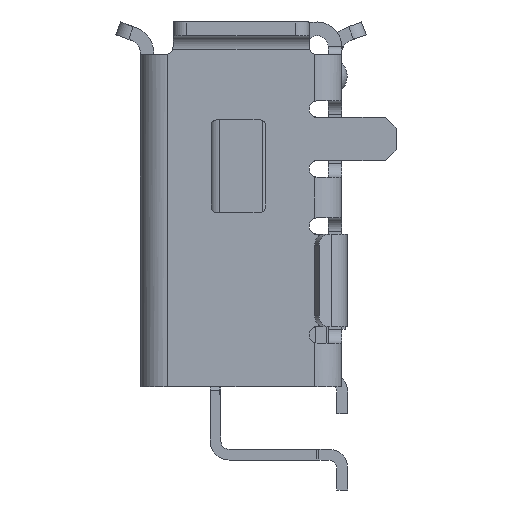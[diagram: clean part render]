
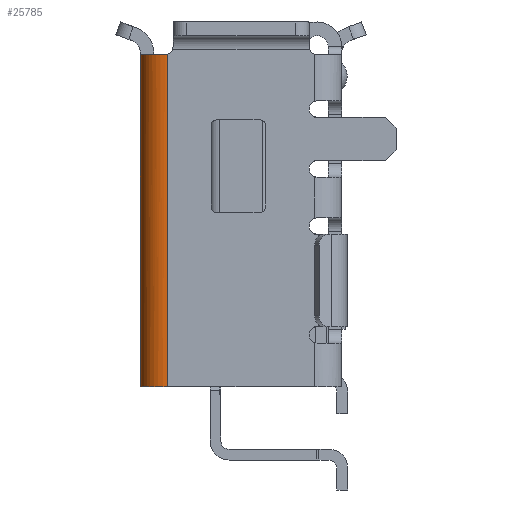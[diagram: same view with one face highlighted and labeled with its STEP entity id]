
A CAD part, left-side view. The second image highlights one B-rep face of the part: STEP entity #25785.
In plain terms, the highlighted cylindrical face has radius 0.5 mm (diameter 1 mm), a partial arc.
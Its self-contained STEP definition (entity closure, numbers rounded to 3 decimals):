
#910 = EDGE_CURVE ( 'NONE', #24346, #20120, #28632, .T. ) ;
#3844 = VERTEX_POINT ( 'NONE', #29002 ) ;
#5386 = CARTESIAN_POINT ( 'NONE',  ( -8.575, 1.35, -1.55 ) ) ;
#5387 = CARTESIAN_POINT ( 'NONE',  ( -8.075, 1.85, -1.55 ) ) ;
#5388 = DIRECTION ( 'NONE',  ( -1., 0., 0. ) ) ;
#5389 = DIRECTION ( 'NONE',  ( 0., 0., 1. ) ) ;
#5390 = CARTESIAN_POINT ( 'NONE',  ( -8.075, 1.35, -1.55 ) ) ;
#5391 = AXIS2_PLACEMENT_3D ( 'NONE', #5390, #5389, #5388 ) ;
#5392 = CIRCLE ( 'NONE', #5391, 0.5 ) ;
#12900 = CARTESIAN_POINT ( 'NONE',  ( -8.575, 1.35, 4.559 ) ) ;
#12907 = CARTESIAN_POINT ( 'NONE',  ( -8.572, 1.4, 4.55 ) ) ;
#12908 = CARTESIAN_POINT ( 'NONE',  ( -8.574, 1.383, 4.55 ) ) ;
#12909 = CARTESIAN_POINT ( 'NONE',  ( -8.575, 1.366, 4.553 ) ) ;
#12910 = CARTESIAN_POINT ( 'NONE',  ( -8.575, 1.35, 4.559 ) ) ;
#12911 = B_SPLINE_CURVE_WITH_KNOTS ( 'NONE', 3,
 ( #12910, #12909, #12908, #12907 ),
 .UNSPECIFIED., .F., .F.,
 ( 4, 4 ),
 ( 0., 0. ),
 .UNSPECIFIED. ) ;
#14988 = DIRECTION ( 'NONE',  ( 1., 0., 0. ) ) ;
#14989 = DIRECTION ( 'NONE',  ( 0., 0., 1. ) ) ;
#14990 = CARTESIAN_POINT ( 'NONE',  ( -8.075, 1.35, 4.55 ) ) ;
#14991 = AXIS2_PLACEMENT_3D ( 'NONE', #14990, #14989, #14988 ) ;
#14992 = CIRCLE ( 'NONE', #14991, 0.5 ) ;
#15003 = CARTESIAN_POINT ( 'NONE',  ( -8.075, 1.85, 4.55 ) ) ;
#15004 = DIRECTION ( 'NONE',  ( 0., 0., -1. ) ) ;
#15005 = VECTOR ( 'NONE', #15004, 1000. ) ;
#15006 = CARTESIAN_POINT ( 'NONE',  ( -8.075, 1.85, 5.15 ) ) ;
#15007 = LINE ( 'NONE', #15006, #15005 ) ;
#15084 = DIRECTION ( 'NONE',  ( -1., 0., 0. ) ) ;
#15085 = DIRECTION ( 'NONE',  ( 0., 0., -1. ) ) ;
#15086 = CARTESIAN_POINT ( 'NONE',  ( -8.075, 1.35, 5.15 ) ) ;
#15087 = AXIS2_PLACEMENT_3D ( 'NONE', #15086, #15085, #15084 ) ;
#15088 = CYLINDRICAL_SURFACE ( 'NONE', #15087, 0.5 ) ;
#15089 = FACE_OUTER_BOUND ( 'NONE', #25701, .T. ) ;
#20118 = EDGE_CURVE ( 'NONE', #20119, #20120, #5392, .T. ) ;
#20119 = VERTEX_POINT ( 'NONE', #5387 ) ;
#20120 = VERTEX_POINT ( 'NONE', #5386 ) ;
#24340 = EDGE_CURVE ( 'NONE', #24346, #3844, #12911, .T. ) ;
#24346 = VERTEX_POINT ( 'NONE', #12900 ) ;
#25701 = EDGE_LOOP ( 'NONE', ( #25702, #25704, #25705, #25769, #25770 ) ) ;
#25702 = ORIENTED_EDGE ( 'NONE', *, *, #25703, .F. ) ;
#25703 = EDGE_CURVE ( 'NONE', #25745, #3844, #14992, .T. ) ;
#25704 = ORIENTED_EDGE ( 'NONE', *, *, #25744, .T. ) ;
#25705 = ORIENTED_EDGE ( 'NONE', *, *, #20118, .T. ) ;
#25744 = EDGE_CURVE ( 'NONE', #25745, #20119, #15007, .T. ) ;
#25745 = VERTEX_POINT ( 'NONE', #15003 ) ;
#25769 = ORIENTED_EDGE ( 'NONE', *, *, #910, .F. ) ;
#25770 = ORIENTED_EDGE ( 'NONE', *, *, #24340, .T. ) ;
#25785 = ADVANCED_FACE ( 'NONE', ( #15089 ), #15088, .T. ) ;
#28629 = DIRECTION ( 'NONE',  ( 0., 0., -1. ) ) ;
#28630 = VECTOR ( 'NONE', #28629, 1000. ) ;
#28631 = CARTESIAN_POINT ( 'NONE',  ( -8.575, 1.35, 5.15 ) ) ;
#28632 = LINE ( 'NONE', #28631, #28630 ) ;
#29002 = CARTESIAN_POINT ( 'NONE',  ( -8.572, 1.4, 4.55 ) ) ;
